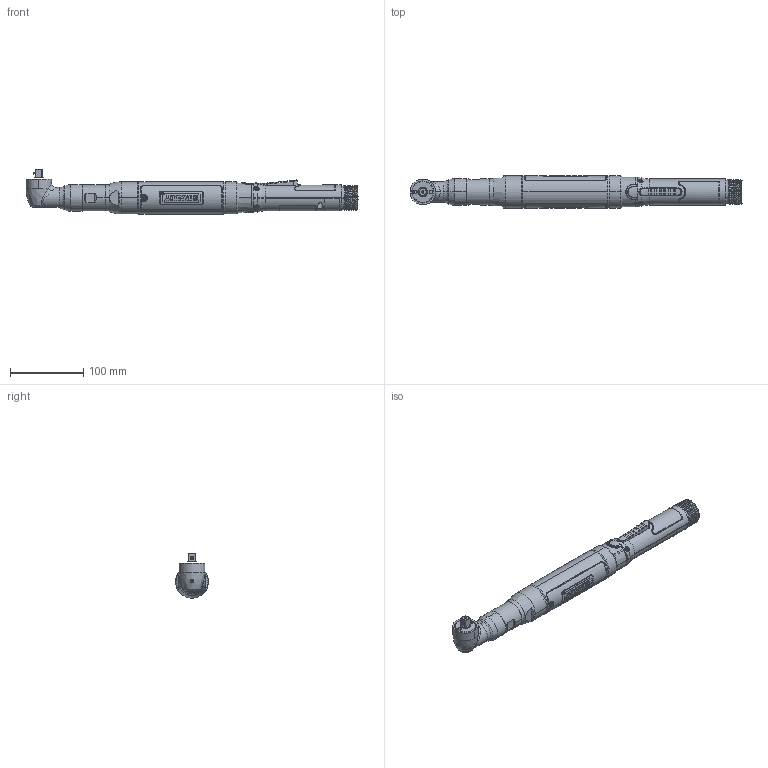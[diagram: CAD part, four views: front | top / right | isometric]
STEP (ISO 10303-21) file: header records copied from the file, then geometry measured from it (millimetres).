
FILE_DESCRIPTION((''),'2;1');
FILE_NAME('EB33LA18-48','2011-11-17T',('EJF1116'),(''),'PRO/ENGINEER BY PARAMETRIC TECHNOLOGY CORPORATION, 2010430','PRO/ENGINEER BY PARAMETRIC TECHNOLOGY CORPORATION, 2010430','');
FILE_SCHEMA(('CONFIG_CONTROL_DESIGN'));
Length unit declared in the file: inch
Products named in the file (1): EB33LA18-48
Bounding box: 453.99 x 45.57 x 60.6 mm (x, y, z)
Surface area: 99366 mm2 (no closed solid volume)
Topology: 0 solids, 160 shells, 599 faces, 3269 edges, 2780 vertices
Faces by surface type: cylinder 211, bspline 163, plane 112, cone 57, torus 40, extrusion 16
Entity records: 49909 total; most frequent: CARTESIAN_POINT 28255, ORIENTED_EDGE 3986, DIRECTION 3446, EDGE_CURVE 3267, VERTEX_POINT 2780, B_SPLINE_CURVE_WITH_KNOTS 1441, AXIS2_PLACEMENT_3D 1168, VECTOR 1110
